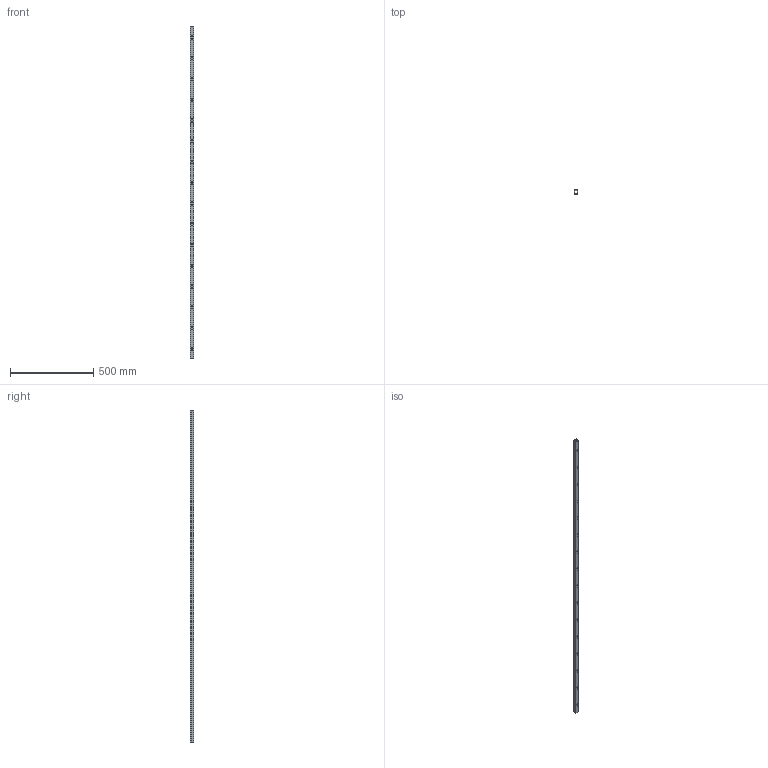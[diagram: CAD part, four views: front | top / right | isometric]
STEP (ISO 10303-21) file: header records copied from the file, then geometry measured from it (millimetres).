
FILE_DESCRIPTION((''),'2;1');
FILE_NAME('LF250250KUN_ASM','2022-09-27T14:50:18',('a.jestaedt'),(''),'CREO PARAMETRIC BY PTC INC, 2022162','CREO PARAMETRIC BY PTC INC, 2022162','');
FILE_SCHEMA(('AUTOMOTIVE_DESIGN { 1 0 10303 214 1 1 1 1 }'));
Length unit declared in the file: millimetre
Products named in the file (3): LF250250KUN; LF250250KUN_D; LF250250KUN_ASM
Assembly tree (2 placements, depth 2):
  LF250250KUN_ASM
    LF250250KUN
    LF250250KUN_D
Bounding box: 24 x 23.65 x 2000 mm (x, y, z)
Volume: 264459 mm3; surface area: 438190.5 mm2
Topology: 2 solids, 2 shells, 92 faces, 264 edges, 176 vertices
Faces by surface type: cylinder 64, plane 28
Entity records: 3544 total; most frequent: DIRECTION 586, CARTESIAN_POINT 544, ORIENTED_EDGE 528, EDGE_CURVE 264, AXIS2_PLACEMENT_3D 225, VERTEX_POINT 176, EDGE_LOOP 156, VECTOR 136
